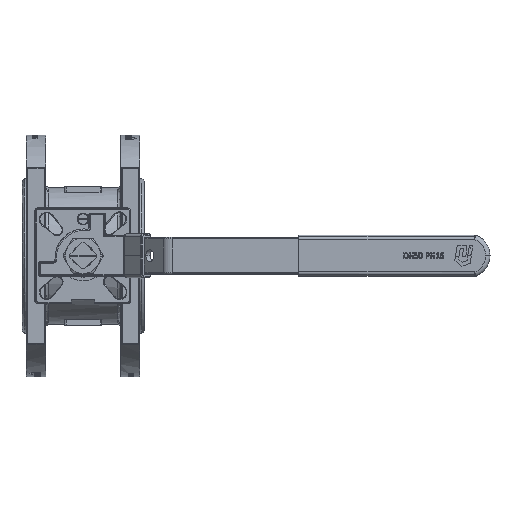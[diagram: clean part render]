
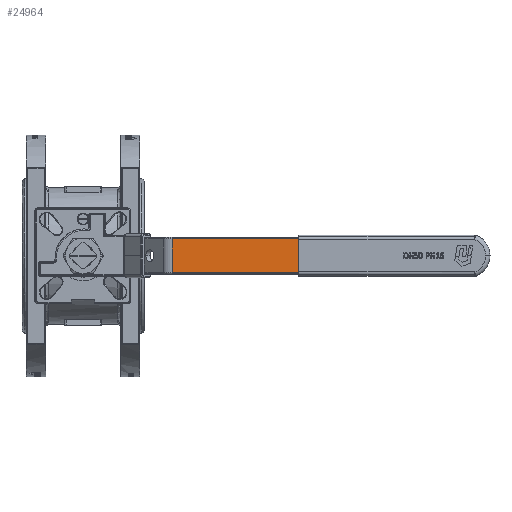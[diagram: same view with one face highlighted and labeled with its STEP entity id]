
A CAD part, top view. The second image highlights one B-rep face of the part: STEP entity #24964.
In plain terms, the highlighted planar face has unit normal (0, 0, 1).
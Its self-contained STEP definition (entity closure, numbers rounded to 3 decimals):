
#21520=CARTESIAN_POINT('',(60.427,-11.5,120.5));
#21521=VERTEX_POINT('',#21520);
#21611=CARTESIAN_POINT('',(268.286,-11.5,120.5));
#21612=VERTEX_POINT('',#21611);
#21674=CARTESIAN_POINT('',(268.286,-11.5,120.5));
#21675=DIRECTION('',(-1.,-0.,0.));
#21676=VECTOR('',#21675,207.859);
#21677=LINE('',#21674,#21676);
#21678=EDGE_CURVE('',#21612,#21521,#21677,.T.);
#22356=CARTESIAN_POINT('',(60.427,11.5,120.5));
#22357=VERTEX_POINT('',#22356);
#22386=CARTESIAN_POINT('',(268.286,11.5,120.5));
#22387=VERTEX_POINT('',#22386);
#22388=CARTESIAN_POINT('',(60.427,11.5,120.5));
#22389=DIRECTION('',(1.,0.,-0.));
#22390=VECTOR('',#22389,207.859);
#22391=LINE('',#22388,#22390);
#22392=EDGE_CURVE('',#22357,#22387,#22391,.T.);
#24633=CARTESIAN_POINT('',(261.391,0.,120.5));
#24634=DIRECTION('',(-0.,-0.,1.));
#24635=DIRECTION('',(0.362,-0.932,-0.));
#24636=AXIS2_PLACEMENT_3D('',#24633,#24634,#24635);
#24637=CIRCLE('',#24636,13.409);
#24638=EDGE_CURVE('',#21612,#22387,#24637,.T.);
#24948=CARTESIAN_POINT('',(60.427,0.,120.5));
#24949=DIRECTION('',(0.,-0.,1.));
#24950=DIRECTION('',(1.,0.,-0.));
#24951=AXIS2_PLACEMENT_3D('',#24948,#24949,#24950);
#24952=PLANE('',#24951);
#24953=ORIENTED_EDGE('',*,*,#21678,.F.);
#24954=ORIENTED_EDGE('',*,*,#24638,.T.);
#24955=ORIENTED_EDGE('',*,*,#22392,.F.);
#24956=CARTESIAN_POINT('',(60.427,-11.5,120.5));
#24957=DIRECTION('',(-0.,1.,0.));
#24958=VECTOR('',#24957,23.);
#24959=LINE('',#24956,#24958);
#24960=EDGE_CURVE('',#21521,#22357,#24959,.T.);
#24961=ORIENTED_EDGE('',*,*,#24960,.F.);
#24962=EDGE_LOOP('',(#24953,#24954,#24955,#24961));
#24963=FACE_BOUND('',#24962,.T.);
#24964=ADVANCED_FACE('',(#24963),#24952,.T.);
